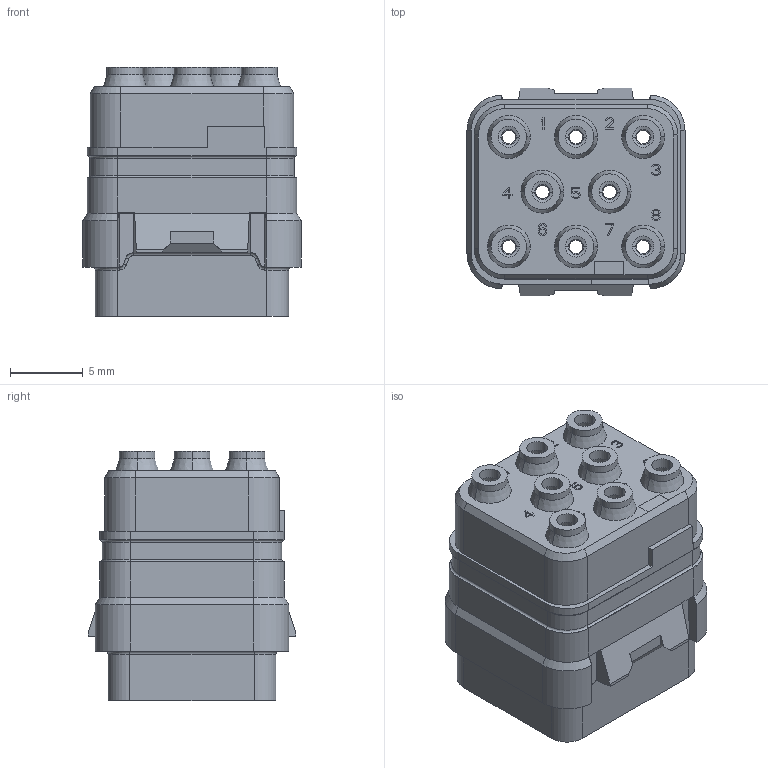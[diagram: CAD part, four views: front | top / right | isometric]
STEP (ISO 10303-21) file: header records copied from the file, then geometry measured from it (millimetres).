
FILE_DESCRIPTION((''),'2;1');
FILE_NAME('SIMM0816PD','2019-12-02T',('presta_be4'),(''),'CREO PARAMETRIC BY PTC INC, 2018360','CREO PARAMETRIC BY PTC INC, 2018360','');
FILE_SCHEMA(('CONFIG_CONTROL_DESIGN'));
Products named in the file (1): SIMM0816PD
Bounding box: 15 x 14.3 x 17.14 mm (x, y, z)
Volume: 1760 mm3; surface area: 3189.4 mm2
Topology: 1 solids, 1 shells, 2106 faces, 5167 edges, 3136 vertices
Faces by surface type: plane 858, cylinder 372, torus 324, bspline 272, cone 216, sphere 64
Entity records: 73077 total; most frequent: CARTESIAN_POINT 25104, ORIENTED_EDGE 10334, DIRECTION 9668, EDGE_CURVE 5167, AXIS2_PLACEMENT_3D 3543, VERTEX_POINT 3136, VECTOR 2582, LINE 2582
